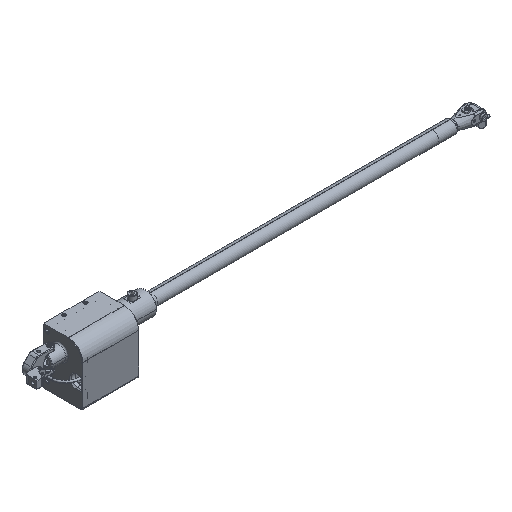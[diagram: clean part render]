
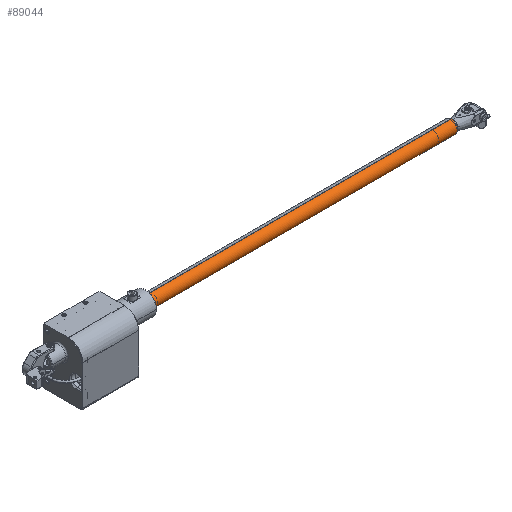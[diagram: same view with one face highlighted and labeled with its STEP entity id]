
A CAD part, isometric view. The second image highlights one B-rep face of the part: STEP entity #89044.
In plain terms, the highlighted cylindrical face has radius 14 mm (diameter 28 mm), a partial arc.
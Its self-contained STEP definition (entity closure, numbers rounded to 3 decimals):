
#24142=CARTESIAN_POINT('',(-20.,0.,0.));
#24143=DIRECTION('',(1.,0.,0.));
#24144=DIRECTION('',(0.,0.,1.));
#24145=AXIS2_PLACEMENT_3D('',#24142,#24143,#24144);
#24164=CARTESIAN_POINT('',(-6.,0.,
-14.));
#24166=CARTESIAN_POINT('',(-6.,0.,
14.));
#24182=CARTESIAN_POINT('',(-14.,0.,
14.));
#24184=CARTESIAN_POINT('',(-14.,0.,
-14.));
#24281=CARTESIAN_POINT('',(-6.,0.,
-14.));
#24282=CARTESIAN_POINT('',(-6.,-0.447,
-14.));
#24283=CARTESIAN_POINT('',(-6.143,-1.288,
-13.958));
#24284=CARTESIAN_POINT('',(-6.731,-2.417,
-13.803));
#24285=CARTESIAN_POINT('',(-7.624,-3.299,
-13.612));
#24286=CARTESIAN_POINT('',(-8.764,-3.871,
-13.456));
#24287=CARTESIAN_POINT('',(-9.573,-4.,
-13.416));
#24288=CARTESIAN_POINT('',(-10.,-4.,
-13.416));
#24290=CARTESIAN_POINT('',(-10.,-4.,
-13.416));
#24291=CARTESIAN_POINT('',(-10.433,-4.,
-13.416));
#24292=CARTESIAN_POINT('',(-11.253,-3.867,
-13.457));
#24293=CARTESIAN_POINT('',(-12.396,-3.285,
-13.616));
#24294=CARTESIAN_POINT('',(-13.286,-2.397,
-13.807));
#24295=CARTESIAN_POINT('',(-13.871,-1.243,
-13.962));
#24296=CARTESIAN_POINT('',(-14.,-0.428,
-14.));
#24297=CARTESIAN_POINT('',(-14.,0.,
-14.));
#24299=DIRECTION('',(-1.,0.,0.));
#24300=VECTOR('',#24299,6.);
#24301=CARTESIAN_POINT('',(-14.,0.,
-14.));
#24302=LINE('',#24301,#24300);
#24303=DIRECTION('',(1.,0.,0.));
#24304=VECTOR('',#24303,6.);
#24305=CARTESIAN_POINT('',(-20.,0.,14.));
#24306=LINE('',#24305,#24304);
#24307=CARTESIAN_POINT('',(-14.,0.,
14.));
#24308=CARTESIAN_POINT('',(-14.,-0.452,
14.));
#24309=CARTESIAN_POINT('',(-13.853,-1.3,
13.957));
#24310=CARTESIAN_POINT('',(-13.263,-2.424,
13.801));
#24311=CARTESIAN_POINT('',(-12.369,-3.304,
13.611));
#24312=CARTESIAN_POINT('',(-11.232,-3.872,
13.456));
#24313=CARTESIAN_POINT('',(-10.425,-4.,
13.416));
#24314=CARTESIAN_POINT('',(-10.,-4.,
13.416));
#24316=CARTESIAN_POINT('',(-10.,-4.,
13.416));
#24317=CARTESIAN_POINT('',(-9.567,-4.,
13.416));
#24318=CARTESIAN_POINT('',(-8.748,-3.868,
13.457));
#24319=CARTESIAN_POINT('',(-7.604,-3.285,
13.616));
#24320=CARTESIAN_POINT('',(-6.716,-2.399,
13.806));
#24321=CARTESIAN_POINT('',(-6.128,-1.242,
13.962));
#24322=CARTESIAN_POINT('',(-6.,-0.428,
14.));
#24323=CARTESIAN_POINT('',(-6.,0.,
14.));
#24325=DIRECTION('',(1.,0.,0.));
#24326=VECTOR('',#24325,703.);
#24327=CARTESIAN_POINT('',(-6.,0.,
14.));
#24328=LINE('',#24327,#24326);
#24329=DIRECTION('',(-1.,0.,0.));
#24330=VECTOR('',#24329,703.);
#24331=CARTESIAN_POINT('',(697.,0.,-14.));
#24332=LINE('',#24331,#24330);
#24338=CARTESIAN_POINT('',(697.,0.,0.));
#24339=DIRECTION('',(-1.,0.,0.));
#24340=DIRECTION('',(0.,0.,-1.));
#24341=AXIS2_PLACEMENT_3D('',#24338,#24339,#24340);
#33889=CARTESIAN_POINT('',(-20.,0.,-14.));
#33890=CARTESIAN_POINT('',(-20.,0.,14.));
#33891=VERTEX_POINT('',#33889);
#33892=VERTEX_POINT('',#33890);
#33897=CARTESIAN_POINT('',(697.,0.,14.));
#33898=CARTESIAN_POINT('',(697.,0.,-14.));
#33899=VERTEX_POINT('',#33897);
#33900=VERTEX_POINT('',#33898);
#42585=VERTEX_POINT('',#24182);
#42586=VERTEX_POINT('',#24166);
#42587=VERTEX_POINT('',#24314);
#42617=VERTEX_POINT('',#24164);
#42618=VERTEX_POINT('',#24184);
#42619=VERTEX_POINT('',#24288);
#89022=CARTESIAN_POINT('',(-34.34,0.,0.));
#89023=DIRECTION('',(1.,0.,0.));
#89024=DIRECTION('',(0.,0.,-1.));
#89025=AXIS2_PLACEMENT_3D('',#89022,#89023,#89024);
#89026=CYLINDRICAL_SURFACE('',#89025,14.);
#89028=ORIENTED_EDGE('',*,*,#89027,.T.);
#89030=ORIENTED_EDGE('',*,*,#89029,.T.);
#89031=ORIENTED_EDGE('',*,*,#88944,.T.);
#89032=ORIENTED_EDGE('',*,*,#88906,.F.);
#89033=ORIENTED_EDGE('',*,*,#88941,.T.);
#89035=ORIENTED_EDGE('',*,*,#89034,.T.);
#89037=ORIENTED_EDGE('',*,*,#89036,.T.);
#89038=ORIENTED_EDGE('',*,*,#88935,.T.);
#89040=ORIENTED_EDGE('',*,*,#89039,.F.);
#89041=ORIENTED_EDGE('',*,*,#88931,.T.);
#89042=EDGE_LOOP('',(#89028,#89030,#89031,#89032,#89033,#89035,#89037,#89038,
#89040,#89041));
#89043=FACE_OUTER_BOUND('',#89042,.F.);
#24146=CIRCLE('',#24145,14.);
#24289=B_SPLINE_CURVE_WITH_KNOTS('',3,(#24281,#24282,#24283,#24284,#24285,
#24286,#24287,#24288),.UNSPECIFIED.,.F.,.F.,(4,1,1,1,1,4),(0.,0.2,0.4,
0.6,0.8,1.),.UNSPECIFIED.);
#24298=B_SPLINE_CURVE_WITH_KNOTS('',3,(#24290,#24291,#24292,#24293,#24294,
#24295,#24296,#24297),.UNSPECIFIED.,.F.,.F.,(4,1,1,1,1,4),(0.,0.2,0.4,
0.6,0.8,1.),.UNSPECIFIED.);
#24315=B_SPLINE_CURVE_WITH_KNOTS('',3,(#24307,#24308,#24309,#24310,#24311,
#24312,#24313,#24314),.UNSPECIFIED.,.F.,.F.,(4,1,1,1,1,4),(0.,0.2,0.4,
0.6,0.8,1.),.UNSPECIFIED.);
#24324=B_SPLINE_CURVE_WITH_KNOTS('',3,(#24316,#24317,#24318,#24319,#24320,
#24321,#24322,#24323),.UNSPECIFIED.,.F.,.F.,(4,1,1,1,1,4),(0.,0.2,0.4,
0.6,0.8,1.),.UNSPECIFIED.);
#24342=CIRCLE('',#24341,14.);
#88906=EDGE_CURVE('',#33892,#33891,#24146,.T.);
#88931=EDGE_CURVE('',#33900,#42617,#24332,.T.);
#88935=EDGE_CURVE('',#42586,#33899,#24328,.T.);
#88941=EDGE_CURVE('',#33892,#42585,#24306,.T.);
#88944=EDGE_CURVE('',#42618,#33891,#24302,.T.);
#89027=EDGE_CURVE('',#42617,#42619,#24289,.T.);
#89029=EDGE_CURVE('',#42619,#42618,#24298,.T.);
#89034=EDGE_CURVE('',#42585,#42587,#24315,.T.);
#89036=EDGE_CURVE('',#42587,#42586,#24324,.T.);
#89039=EDGE_CURVE('',#33900,#33899,#24342,.T.);
#89044=ADVANCED_FACE('',(#89043),#89026,.T.);
